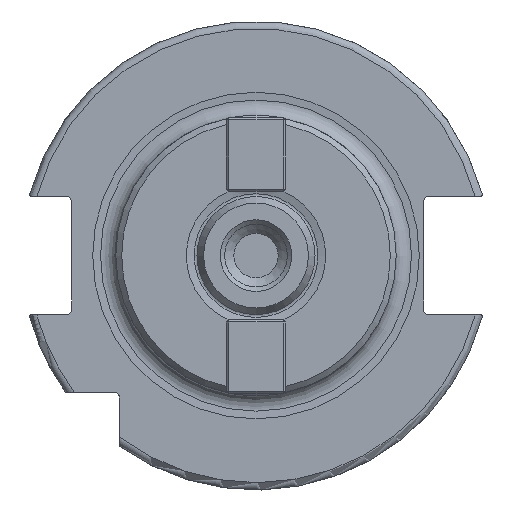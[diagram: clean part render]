
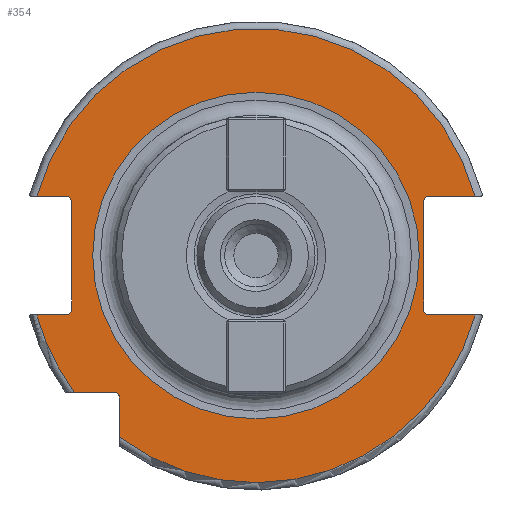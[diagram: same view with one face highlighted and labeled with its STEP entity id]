
A CAD part, left-side view. The second image highlights one B-rep face of the part: STEP entity #354.
In plain terms, the highlighted planar face has unit normal (-1, 0, 0).
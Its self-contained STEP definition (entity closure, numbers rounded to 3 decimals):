
#87=FACE_BOUND('',#706,.T.);
#88=FACE_BOUND('',#707,.T.);
#354=ADVANCED_FACE('',(#87,#88),#433,.F.);
#433=PLANE('',#2621);
#706=EDGE_LOOP('',(#1336));
#707=EDGE_LOOP('',(#1337,#1338,#1339,#1340,#1341,#1342,#1343,#1344,#1345,
#1346,#1347,#1348,#1349,#1350,#1351,#1352));
#822=CIRCLE('',#2539,0.8);
#823=CIRCLE('',#2541,0.8);
#824=CIRCLE('',#2545,0.8);
#825=CIRCLE('',#2551,0.8);
#826=CIRCLE('',#2553,0.8);
#846=CIRCLE('',#2609,22.13);
#849=CIRCLE('',#2615,30.77);
#850=CIRCLE('',#2617,30.77);
#851=CIRCLE('',#2619,30.77);
#1336=ORIENTED_EDGE('',*,*,#2035,.T.);
#1337=ORIENTED_EDGE('',*,*,#1953,.T.);
#1338=ORIENTED_EDGE('',*,*,#1951,.T.);
#1339=ORIENTED_EDGE('',*,*,#1954,.T.);
#1340=ORIENTED_EDGE('',*,*,#1946,.T.);
#1341=ORIENTED_EDGE('',*,*,#2040,.F.);
#1342=ORIENTED_EDGE('',*,*,#1956,.T.);
#1343=ORIENTED_EDGE('',*,*,#1963,.T.);
#1344=ORIENTED_EDGE('',*,*,#1960,.T.);
#1345=ORIENTED_EDGE('',*,*,#2039,.F.);
#1346=ORIENTED_EDGE('',*,*,#1965,.T.);
#1347=ORIENTED_EDGE('',*,*,#1979,.T.);
#1348=ORIENTED_EDGE('',*,*,#1976,.T.);
#1349=ORIENTED_EDGE('',*,*,#1978,.T.);
#1350=ORIENTED_EDGE('',*,*,#1972,.T.);
#1351=ORIENTED_EDGE('',*,*,#2038,.F.);
#1352=ORIENTED_EDGE('',*,*,#1939,.T.);
#1670=VERTEX_POINT('',#4231);
#1671=VERTEX_POINT('',#4232);
#1674=VERTEX_POINT('',#4263);
#1675=VERTEX_POINT('',#4265);
#1677=VERTEX_POINT('',#4272);
#1678=VERTEX_POINT('',#4274);
#1679=VERTEX_POINT('',#4282);
#1680=VERTEX_POINT('',#4284);
#1682=VERTEX_POINT('',#4326);
#1684=VERTEX_POINT('',#4329);
#1685=VERTEX_POINT('',#4341);
#1686=VERTEX_POINT('',#4342);
#1689=VERTEX_POINT('',#4376);
#1690=VERTEX_POINT('',#4378);
#1691=VERTEX_POINT('',#4383);
#1692=VERTEX_POINT('',#4385);
#1737=VERTEX_POINT('',#4573);
#1939=EDGE_CURVE('',#1670,#1671,#2161,.T.);
#1946=EDGE_CURVE('',#1675,#1674,#2166,.T.);
#1951=EDGE_CURVE('',#1678,#1677,#2170,.T.);
#1953=EDGE_CURVE('',#1671,#1678,#822,.T.);
#1954=EDGE_CURVE('',#1677,#1675,#823,.T.);
#1956=EDGE_CURVE('',#1680,#1679,#2173,.T.);
#1960=EDGE_CURVE('',#1684,#1682,#2174,.T.);
#1963=EDGE_CURVE('',#1679,#1684,#824,.T.);
#1965=EDGE_CURVE('',#1685,#1686,#2177,.T.);
#1972=EDGE_CURVE('',#1690,#1689,#2182,.T.);
#1976=EDGE_CURVE('',#1692,#1691,#2186,.T.);
#1978=EDGE_CURVE('',#1691,#1690,#825,.T.);
#1979=EDGE_CURVE('',#1686,#1692,#826,.T.);
#2035=EDGE_CURVE('',#1737,#1737,#846,.T.);
#2038=EDGE_CURVE('',#1670,#1689,#849,.T.);
#2039=EDGE_CURVE('',#1685,#1682,#850,.T.);
#2040=EDGE_CURVE('',#1680,#1674,#851,.T.);
#2161=LINE('',#4230,#2315);
#2166=LINE('',#4264,#2320);
#2170=LINE('',#4273,#2324);
#2173=LINE('',#4283,#2327);
#2174=LINE('',#4328,#2328);
#2177=LINE('',#4340,#2331);
#2182=LINE('',#4377,#2336);
#2186=LINE('',#4384,#2340);
#2315=VECTOR('',#2929,1.);
#2320=VECTOR('',#2936,1.);
#2324=VECTOR('',#2944,1.);
#2327=VECTOR('',#2957,1.);
#2328=VECTOR('',#2960,1.);
#2331=VECTOR('',#2971,1.);
#2336=VECTOR('',#2978,1.);
#2340=VECTOR('',#2984,1.);
#2539=AXIS2_PLACEMENT_3D('',#4277,#2948,#2949);
#2541=AXIS2_PLACEMENT_3D('',#4279,#2952,#2953);
#2545=AXIS2_PLACEMENT_3D('',#4336,#2964,#2965);
#2551=AXIS2_PLACEMENT_3D('',#4388,#2988,#2989);
#2553=AXIS2_PLACEMENT_3D('',#4390,#2992,#2993);
#2609=AXIS2_PLACEMENT_3D('',#4572,#3118,#3119);
#2615=AXIS2_PLACEMENT_3D('',#4579,#3130,#3131);
#2617=AXIS2_PLACEMENT_3D('',#4581,#3134,#3135);
#2619=AXIS2_PLACEMENT_3D('',#4583,#3138,#3139);
#2621=AXIS2_PLACEMENT_3D('',#4585,#3142,#3143);
#2929=DIRECTION('',(0.,-1.,0.));
#2936=DIRECTION('',(0.,1.,0.));
#2944=DIRECTION('',(0.,0.,-1.));
#2948=DIRECTION('',(1.,0.,0.));
#2949=DIRECTION('',(0.,0.,-1.));
#2952=DIRECTION('',(1.,0.,0.));
#2953=DIRECTION('',(0.,0.,-1.));
#2957=DIRECTION('',(0.,-1.,0.));
#2960=DIRECTION('',(0.,0.,-1.));
#2964=DIRECTION('',(1.,0.,0.));
#2965=DIRECTION('',(0.,0.,-1.));
#2971=DIRECTION('',(0.,1.,0.));
#2978=DIRECTION('',(0.,-1.,0.));
#2984=DIRECTION('',(0.,0.,1.));
#2988=DIRECTION('',(1.,0.,0.));
#2989=DIRECTION('',(0.,0.,-1.));
#2992=DIRECTION('',(1.,0.,0.));
#2993=DIRECTION('',(0.,0.,-1.));
#3118=DIRECTION('',(1.,0.,0.));
#3119=DIRECTION('',(0.,0.,1.));
#3130=DIRECTION('',(1.,0.,0.));
#3131=DIRECTION('',(0.,0.,1.));
#3134=DIRECTION('',(1.,0.,0.));
#3135=DIRECTION('',(0.,0.,1.));
#3138=DIRECTION('',(1.,0.,0.));
#3139=DIRECTION('',(0.,0.,1.));
#3142=DIRECTION('',(1.,0.,0.));
#3143=DIRECTION('',(0.,0.,-1.));
#4230=CARTESIAN_POINT('',(97.9,35.,8.05));
#4231=CARTESIAN_POINT('',(97.9,29.698,8.05));
#4232=CARTESIAN_POINT('',(97.9,25.8,8.05));
#4263=CARTESIAN_POINT('',(97.9,29.698,-8.05));
#4264=CARTESIAN_POINT('',(97.9,25.,-8.05));
#4265=CARTESIAN_POINT('',(97.9,25.8,-8.05));
#4272=CARTESIAN_POINT('',(97.9,25.,-7.25));
#4273=CARTESIAN_POINT('',(97.9,25.,8.05));
#4274=CARTESIAN_POINT('',(97.9,25.,7.25));
#4277=CARTESIAN_POINT('',(97.9,25.8,7.25));
#4279=CARTESIAN_POINT('',(97.9,25.8,-7.25));
#4282=CARTESIAN_POINT('',(97.9,19.3,-18.5));
#4283=CARTESIAN_POINT('',(97.9,28.5,-18.5));
#4284=CARTESIAN_POINT('',(97.9,24.588,-18.5));
#4326=CARTESIAN_POINT('',(97.9,18.5,-24.588));
#4328=CARTESIAN_POINT('',(97.9,18.5,-18.5));
#4329=CARTESIAN_POINT('',(97.9,18.5,-19.3));
#4336=CARTESIAN_POINT('',(97.9,19.3,-19.3));
#4340=CARTESIAN_POINT('',(97.9,-32.7,-8.05));
#4341=CARTESIAN_POINT('',(97.9,-29.698,-8.05));
#4342=CARTESIAN_POINT('',(97.9,-23.5,-8.05));
#4376=CARTESIAN_POINT('',(97.9,-29.698,8.05));
#4377=CARTESIAN_POINT('',(97.9,-22.7,8.05));
#4378=CARTESIAN_POINT('',(97.9,-23.5,8.05));
#4383=CARTESIAN_POINT('',(97.9,-22.7,7.25));
#4384=CARTESIAN_POINT('',(97.9,-22.7,-8.05));
#4385=CARTESIAN_POINT('',(97.9,-22.7,-7.25));
#4388=CARTESIAN_POINT('',(97.9,-23.5,7.25));
#4390=CARTESIAN_POINT('',(97.9,-23.5,-7.25));
#4572=CARTESIAN_POINT('',(97.9,0.,0.));
#4573=CARTESIAN_POINT('',(97.9,0.,22.13));
#4579=CARTESIAN_POINT('',(97.9,0.,0.));
#4581=CARTESIAN_POINT('',(97.9,0.,0.));
#4583=CARTESIAN_POINT('',(97.9,0.,0.));
#4585=CARTESIAN_POINT('',(97.9,30.77,0.));
